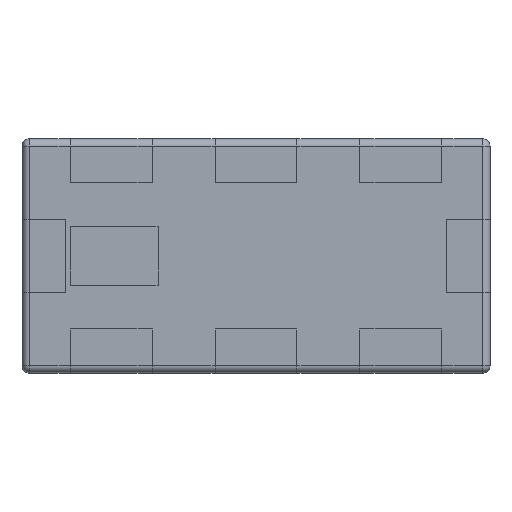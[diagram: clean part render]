
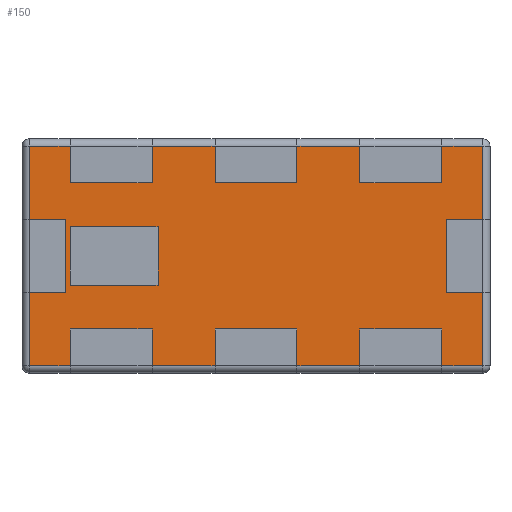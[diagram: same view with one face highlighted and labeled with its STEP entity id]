
A CAD part, top view. The second image highlights one B-rep face of the part: STEP entity #150.
In plain terms, the highlighted planar face has unit normal (0, 0, 1).
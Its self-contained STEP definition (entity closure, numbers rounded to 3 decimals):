
#13=DIRECTION('',(0.,0.,1.));
#22=VERTEX_POINT('',#23);
#23=CARTESIAN_POINT('',(1.55,0.75,0.95));
#29=DIRECTION('',(0.,1.,0.));
#36=DIRECTION('',(-1.,0.,0.));
#45=DIRECTION('',(1.,0.,0.));
#53=VERTEX_POINT('',#54);
#54=CARTESIAN_POINT('',(1.55,0.25,0.95));
#58=DIRECTION('',(0.,-1.,0.));
#62=VECTOR('',#29,1.);
#64=EDGE_CURVE('',#53,#22,#65,.T.);
#65=LINE('',#54,#62);
#72=EDGE_CURVE('',#22,#73,#75,.T.);
#73=VERTEX_POINT('',#74);
#74=CARTESIAN_POINT('',(1.27,0.75,0.95));
#75=LINE('',#76,#77);
#76=CARTESIAN_POINT('',(1.6,0.75,0.95));
#77=VECTOR('',#36,1.);
#122=VERTEX_POINT('',#123);
#123=CARTESIAN_POINT('',(1.55,-0.25,0.95));
#150=ADVANCED_FACE('',(#151,#332),#354,.T.);
#151=FACE_BOUND('',#152,.T.);
#152=EDGE_LOOP('',(#153,#154,#159,#165,#172,#177,#182,#187,#193,#198,#203,#208,#214,#219,#224,#229,#234,#240,#245,#251,#256,#261,#267,#272,#277,#282,#288,#293,#298,#303,#309,#314,#317,#322,#327,#331));
#153=ORIENTED_EDGE('',*,*,#72,.T.);
#154=ORIENTED_EDGE('',*,*,#155,.F.);
#155=EDGE_CURVE('',#156,#73,#158,.T.);
#156=VERTEX_POINT('',#157);
#157=CARTESIAN_POINT('',(1.27,0.5,0.95));
#158=LINE('',#157,#62);
#159=ORIENTED_EDGE('',*,*,#160,.F.);
#160=EDGE_CURVE('',#161,#156,#163,.T.);
#161=VERTEX_POINT('',#162);
#162=CARTESIAN_POINT('',(0.71,0.5,0.95));
#163=LINE('',#162,#164);
#164=VECTOR('',#45,1.);
#165=ORIENTED_EDGE('',*,*,#166,.F.);
#166=EDGE_CURVE('',#167,#161,#169,.T.);
#167=VERTEX_POINT('',#168);
#168=CARTESIAN_POINT('',(0.71,0.75,0.95));
#169=LINE('',#170,#171);
#170=CARTESIAN_POINT('',(0.71,0.8,0.95));
#171=VECTOR('',#58,1.);
#172=ORIENTED_EDGE('',*,*,#173,.T.);
#173=EDGE_CURVE('',#167,#174,#176,.T.);
#174=VERTEX_POINT('',#175);
#175=CARTESIAN_POINT('',(0.28,0.75,0.95));
#176=LINE('',#168,#77);
#177=ORIENTED_EDGE('',*,*,#178,.F.);
#178=EDGE_CURVE('',#179,#174,#181,.T.);
#179=VERTEX_POINT('',#180);
#180=CARTESIAN_POINT('',(0.28,0.5,0.95));
#181=LINE('',#180,#62);
#182=ORIENTED_EDGE('',*,*,#183,.F.);
#183=EDGE_CURVE('',#184,#179,#186,.T.);
#184=VERTEX_POINT('',#185);
#185=CARTESIAN_POINT('',(-0.28,0.5,0.95));
#186=LINE('',#185,#164);
#187=ORIENTED_EDGE('',*,*,#188,.F.);
#188=EDGE_CURVE('',#189,#184,#191,.T.);
#189=VERTEX_POINT('',#190);
#190=CARTESIAN_POINT('',(-0.28,0.75,0.95));
#191=LINE('',#192,#171);
#192=CARTESIAN_POINT('',(-0.28,0.8,0.95));
#193=ORIENTED_EDGE('',*,*,#194,.T.);
#194=EDGE_CURVE('',#189,#195,#197,.T.);
#195=VERTEX_POINT('',#196);
#196=CARTESIAN_POINT('',(-0.71,0.75,0.95));
#197=LINE('',#190,#77);
#198=ORIENTED_EDGE('',*,*,#199,.F.);
#199=EDGE_CURVE('',#200,#195,#202,.T.);
#200=VERTEX_POINT('',#201);
#201=CARTESIAN_POINT('',(-0.71,0.5,0.95));
#202=LINE('',#201,#62);
#203=ORIENTED_EDGE('',*,*,#204,.F.);
#204=EDGE_CURVE('',#205,#200,#207,.T.);
#205=VERTEX_POINT('',#206);
#206=CARTESIAN_POINT('',(-1.27,0.5,0.95));
#207=LINE('',#206,#164);
#208=ORIENTED_EDGE('',*,*,#209,.F.);
#209=EDGE_CURVE('',#210,#205,#212,.T.);
#210=VERTEX_POINT('',#211);
#211=CARTESIAN_POINT('',(-1.27,0.75,0.95));
#212=LINE('',#213,#171);
#213=CARTESIAN_POINT('',(-1.27,0.8,0.95));
#214=ORIENTED_EDGE('',*,*,#215,.T.);
#215=EDGE_CURVE('',#210,#216,#218,.T.);
#216=VERTEX_POINT('',#217);
#217=CARTESIAN_POINT('',(-1.55,0.75,0.95));
#218=LINE('',#211,#77);
#219=ORIENTED_EDGE('',*,*,#220,.T.);
#220=EDGE_CURVE('',#216,#221,#223,.T.);
#221=VERTEX_POINT('',#222);
#222=CARTESIAN_POINT('',(-1.55,0.25,0.95));
#223=LINE('',#217,#171);
#224=ORIENTED_EDGE('',*,*,#225,.F.);
#225=EDGE_CURVE('',#226,#221,#228,.T.);
#226=VERTEX_POINT('',#227);
#227=CARTESIAN_POINT('',(-1.3,0.25,0.95));
#228=LINE('',#227,#77);
#229=ORIENTED_EDGE('',*,*,#230,.F.);
#230=EDGE_CURVE('',#231,#226,#233,.T.);
#231=VERTEX_POINT('',#232);
#232=CARTESIAN_POINT('',(-1.3,-0.25,0.95));
#233=LINE('',#232,#62);
#234=ORIENTED_EDGE('',*,*,#235,.F.);
#235=EDGE_CURVE('',#236,#231,#238,.T.);
#236=VERTEX_POINT('',#237);
#237=CARTESIAN_POINT('',(-1.55,-0.25,0.95));
#238=LINE('',#239,#164);
#239=CARTESIAN_POINT('',(-1.6,-0.25,0.95));
#240=ORIENTED_EDGE('',*,*,#241,.T.);
#241=EDGE_CURVE('',#236,#242,#244,.T.);
#242=VERTEX_POINT('',#243);
#243=CARTESIAN_POINT('',(-1.55,-0.75,0.95));
#244=LINE('',#237,#171);
#245=ORIENTED_EDGE('',*,*,#246,.T.);
#246=EDGE_CURVE('',#242,#247,#249,.T.);
#247=VERTEX_POINT('',#248);
#248=CARTESIAN_POINT('',(-1.27,-0.75,0.95));
#249=LINE('',#250,#164);
#250=CARTESIAN_POINT('',(-1.6,-0.75,0.95));
#251=ORIENTED_EDGE('',*,*,#252,.F.);
#252=EDGE_CURVE('',#253,#247,#255,.T.);
#253=VERTEX_POINT('',#254);
#254=CARTESIAN_POINT('',(-1.27,-0.5,0.95));
#255=LINE('',#254,#171);
#256=ORIENTED_EDGE('',*,*,#257,.F.);
#257=EDGE_CURVE('',#258,#253,#260,.T.);
#258=VERTEX_POINT('',#259);
#259=CARTESIAN_POINT('',(-0.71,-0.5,0.95));
#260=LINE('',#259,#77);
#261=ORIENTED_EDGE('',*,*,#262,.F.);
#262=EDGE_CURVE('',#263,#258,#265,.T.);
#263=VERTEX_POINT('',#264);
#264=CARTESIAN_POINT('',(-0.71,-0.75,0.95));
#265=LINE('',#266,#62);
#266=CARTESIAN_POINT('',(-0.71,-0.8,0.95));
#267=ORIENTED_EDGE('',*,*,#268,.T.);
#268=EDGE_CURVE('',#263,#269,#271,.T.);
#269=VERTEX_POINT('',#270);
#270=CARTESIAN_POINT('',(-0.28,-0.75,0.95));
#271=LINE('',#264,#164);
#272=ORIENTED_EDGE('',*,*,#273,.F.);
#273=EDGE_CURVE('',#274,#269,#276,.T.);
#274=VERTEX_POINT('',#275);
#275=CARTESIAN_POINT('',(-0.28,-0.5,0.95));
#276=LINE('',#275,#171);
#277=ORIENTED_EDGE('',*,*,#278,.F.);
#278=EDGE_CURVE('',#279,#274,#281,.T.);
#279=VERTEX_POINT('',#280);
#280=CARTESIAN_POINT('',(0.28,-0.5,0.95));
#281=LINE('',#280,#77);
#282=ORIENTED_EDGE('',*,*,#283,.F.);
#283=EDGE_CURVE('',#284,#279,#286,.T.);
#284=VERTEX_POINT('',#285);
#285=CARTESIAN_POINT('',(0.28,-0.75,0.95));
#286=LINE('',#287,#62);
#287=CARTESIAN_POINT('',(0.28,-0.8,0.95));
#288=ORIENTED_EDGE('',*,*,#289,.T.);
#289=EDGE_CURVE('',#284,#290,#292,.T.);
#290=VERTEX_POINT('',#291);
#291=CARTESIAN_POINT('',(0.71,-0.75,0.95));
#292=LINE('',#285,#164);
#293=ORIENTED_EDGE('',*,*,#294,.F.);
#294=EDGE_CURVE('',#295,#290,#297,.T.);
#295=VERTEX_POINT('',#296);
#296=CARTESIAN_POINT('',(0.71,-0.5,0.95));
#297=LINE('',#296,#171);
#298=ORIENTED_EDGE('',*,*,#299,.F.);
#299=EDGE_CURVE('',#300,#295,#302,.T.);
#300=VERTEX_POINT('',#301);
#301=CARTESIAN_POINT('',(1.27,-0.5,0.95));
#302=LINE('',#301,#77);
#303=ORIENTED_EDGE('',*,*,#304,.F.);
#304=EDGE_CURVE('',#305,#300,#307,.T.);
#305=VERTEX_POINT('',#306);
#306=CARTESIAN_POINT('',(1.27,-0.75,0.95));
#307=LINE('',#308,#62);
#308=CARTESIAN_POINT('',(1.27,-0.8,0.95));
#309=ORIENTED_EDGE('',*,*,#310,.T.);
#310=EDGE_CURVE('',#305,#311,#313,.T.);
#311=VERTEX_POINT('',#312);
#312=CARTESIAN_POINT('',(1.55,-0.75,0.95));
#313=LINE('',#306,#164);
#314=ORIENTED_EDGE('',*,*,#315,.T.);
#315=EDGE_CURVE('',#311,#122,#316,.T.);
#316=LINE('',#312,#62);
#317=ORIENTED_EDGE('',*,*,#318,.F.);
#318=EDGE_CURVE('',#319,#122,#321,.T.);
#319=VERTEX_POINT('',#320);
#320=CARTESIAN_POINT('',(1.3,-0.25,0.95));
#321=LINE('',#320,#164);
#322=ORIENTED_EDGE('',*,*,#323,.F.);
#323=EDGE_CURVE('',#324,#319,#326,.T.);
#324=VERTEX_POINT('',#325);
#325=CARTESIAN_POINT('',(1.3,0.25,0.95));
#326=LINE('',#325,#171);
#327=ORIENTED_EDGE('',*,*,#328,.F.);
#328=EDGE_CURVE('',#53,#324,#329,.T.);
#329=LINE('',#330,#77);
#330=CARTESIAN_POINT('',(1.6,0.25,0.95));
#331=ORIENTED_EDGE('',*,*,#64,.T.);
#332=FACE_BOUND('',#333,.T.);
#333=EDGE_LOOP('',(#334,#341,#346,#351));
#334=ORIENTED_EDGE('',*,*,#335,.F.);
#335=EDGE_CURVE('',#336,#338,#340,.T.);
#336=VERTEX_POINT('',#337);
#337=CARTESIAN_POINT('',(-0.67,0.2,0.95));
#338=VERTEX_POINT('',#339);
#339=CARTESIAN_POINT('',(-1.27,0.2,0.95));
#340=LINE('',#337,#77);
#341=ORIENTED_EDGE('',*,*,#342,.F.);
#342=EDGE_CURVE('',#343,#336,#345,.T.);
#343=VERTEX_POINT('',#344);
#344=CARTESIAN_POINT('',(-0.67,-0.2,0.95));
#345=LINE('',#344,#62);
#346=ORIENTED_EDGE('',*,*,#347,.F.);
#347=EDGE_CURVE('',#348,#343,#350,.T.);
#348=VERTEX_POINT('',#349);
#349=CARTESIAN_POINT('',(-1.27,-0.2,0.95));
#350=LINE('',#349,#164);
#351=ORIENTED_EDGE('',*,*,#352,.F.);
#352=EDGE_CURVE('',#338,#348,#353,.T.);
#353=LINE('',#339,#171);
#354=PLANE('',#355);
#355=AXIS2_PLACEMENT_3D('',#356,#13,#45);
#356=CARTESIAN_POINT('',(0.,0.,0.95));
